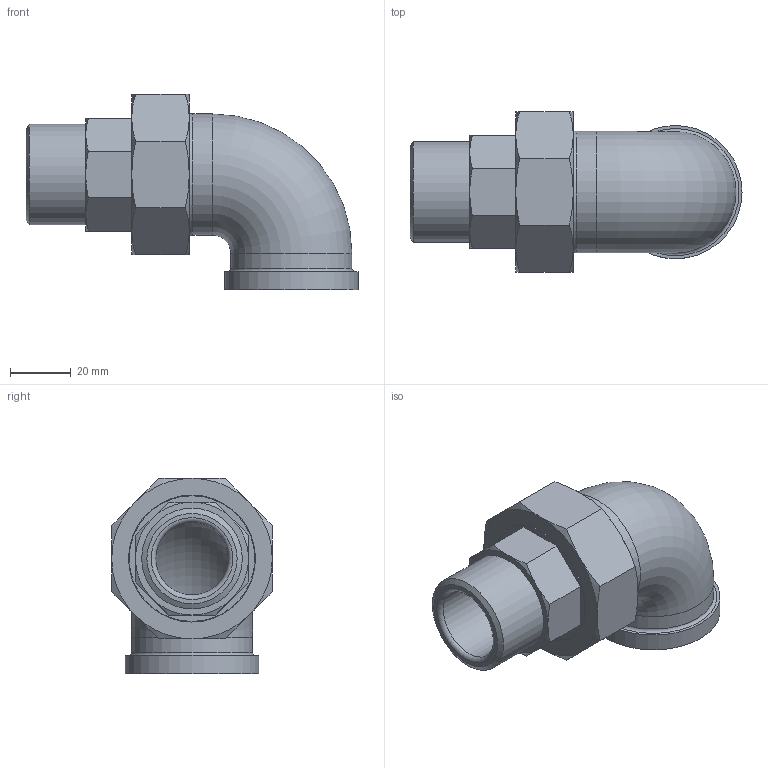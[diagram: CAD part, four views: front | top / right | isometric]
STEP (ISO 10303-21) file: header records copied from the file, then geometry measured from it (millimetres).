
FILE_DESCRIPTION(/* description */ (''),/* implementation_level */ '2;1');
FILE_NAME(/* name */ '3D_R511-U-DN25_171921440.stp',/* time_stamp */ '2021-07-20T11:17:54+02:00',/* author */ ('cad'),/* organization */ (''),/* preprocessor_version */ 'ST-DEVELOPER v18.1',/* originating_system */ 'Autodesk Inventor 2022',/* authorisation */ '');
FILE_SCHEMA (('AUTOMOTIVE_DESIGN { 1 0 10303 214 3 1 1 }'));
Length unit declared in the file: millimetre
Products named in the file (4): 3D_R511-U-DN25_171921440; Mutter-DN25; Einschraubteil-DN25; Einlegeteil-R511-U-DN25
Assembly tree (3 placements, depth 2):
  3D_R511-U-DN25_171921440
    Mutter-DN25
    Einschraubteil-DN25
    Einlegeteil-R511-U-DN25
Bounding box: 109.6 x 53 x 64.5 mm (x, y, z)
Volume: 67452 mm3; surface area: 37079.4 mm2
Topology: 3 solids, 3 shells, 82 faces, 178 edges, 109 vertices
Faces by surface type: cone 32, plane 29, cylinder 13, torus 6, bspline 2
Full cylindrical faces by diameter (mm): 24 x1, 28 x1, 30.291 x1, 33.249 x1, 35.4 x1, 40 x2, 41.5 x1, 41.9 x1, 44 x1, 44.5 x1, 45.835 x1, 48 x1
Entity records: 2751 total; most frequent: CARTESIAN_POINT 902, DIRECTION 379, ORIENTED_EDGE 356, EDGE_CURVE 178, AXIS2_PLACEMENT_3D 167, VERTEX_POINT 109, EDGE_LOOP 95, FACE_OUTER_BOUND 82
